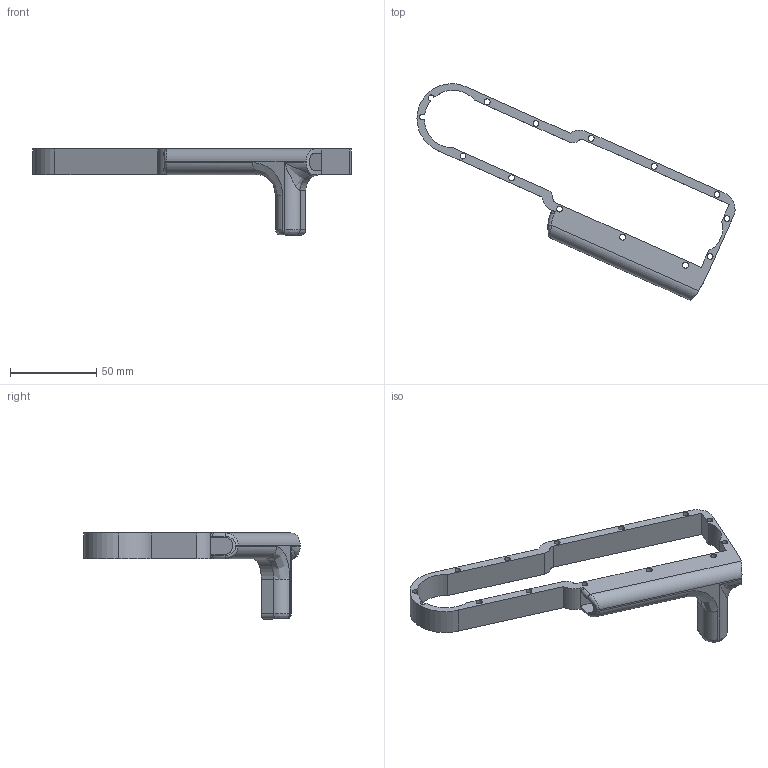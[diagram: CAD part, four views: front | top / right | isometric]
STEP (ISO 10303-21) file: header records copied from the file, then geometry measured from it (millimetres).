
FILE_DESCRIPTION (( 'STEP AP203' ), '1' );
FILE_NAME ('J5 side cover spacer.STEP', '2019-10-20T06:34:39', ( '' ), ( '' ), 'SwSTEP 2.0', 'SolidWorks 2019', '' );
FILE_SCHEMA (( 'CONFIG_CONTROL_DESIGN' ));
Length unit declared in the file: millimetre
Products named in the file (1): J5 side cover spacer
Bounding box: 184.68 x 125.69 x 50 mm (x, y, z)
Volume: 41532.8 mm3; surface area: 28899 mm2
Topology: 1 solids, 1 shells, 110 faces, 314 edges, 199 vertices
Faces by surface type: cylinder 68, plane 29, bspline 9, torus 4
Entity records: 4416 total; most frequent: CARTESIAN_POINT 1450, ORIENTED_EDGE 622, DIRECTION 594, EDGE_CURVE 311, AXIS2_PLACEMENT_3D 224, VERTEX_POINT 199, VECTOR 146, LINE 146
